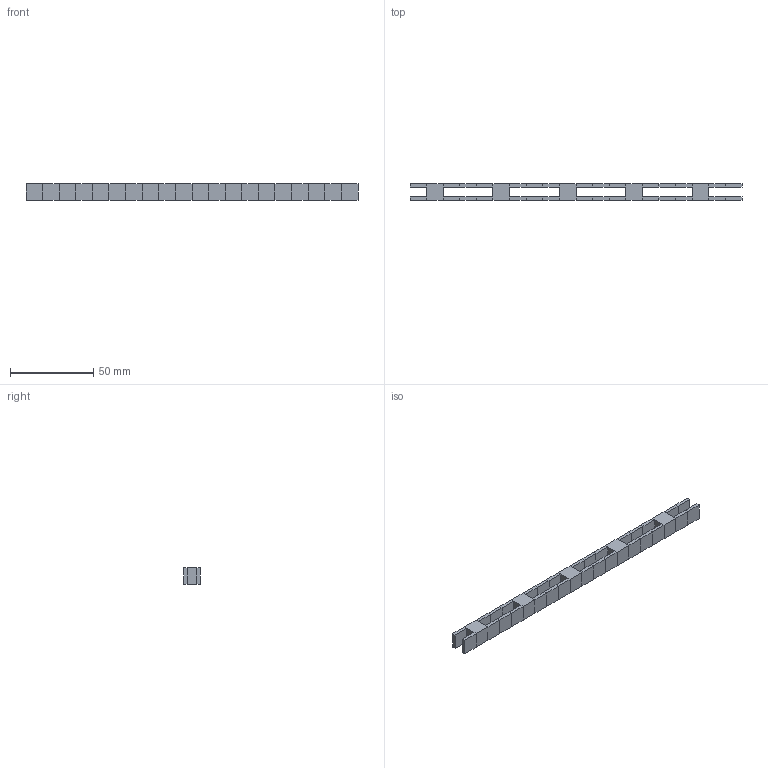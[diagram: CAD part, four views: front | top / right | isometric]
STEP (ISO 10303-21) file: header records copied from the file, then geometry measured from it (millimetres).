
FILE_DESCRIPTION(/* description */ (''),/* implementation_level */ '2;1');
FILE_NAME(/* name */ 'V2_ENT~1',/* time_stamp */ '2020-09-24T20:42:01+02:00',/* author */ (''),/* organization */ (''),/* preprocessor_version */ 'ST-DEVELOPER v15',/* originating_system */ '',/* authorisation */ '');
FILE_SCHEMA (('AUTOMOTIVE_DESIGN'));
Length unit declared in the file: centimetre
Products named in the file (1): Document
Bounding box: 200 x 10 x 10 mm (x, y, z)
Volume: 11000 mm3; surface area: 9880 mm2
Topology: 1 solids, 1 shells, 154 faces, 328 edges, 168 vertices
Faces by surface type: plane 154
Entity records: 3409 total; most frequent: CARTESIAN_POINT 980, ORIENTED_EDGE 656, EDGE_CURVE 328, B_SPLINE_CURVE_WITH_KNOTS 328, VERTEX_POINT 168, DIRECTION 158, AXIS2_PLACEMENT_3D 156, ADVANCED_FACE 154
